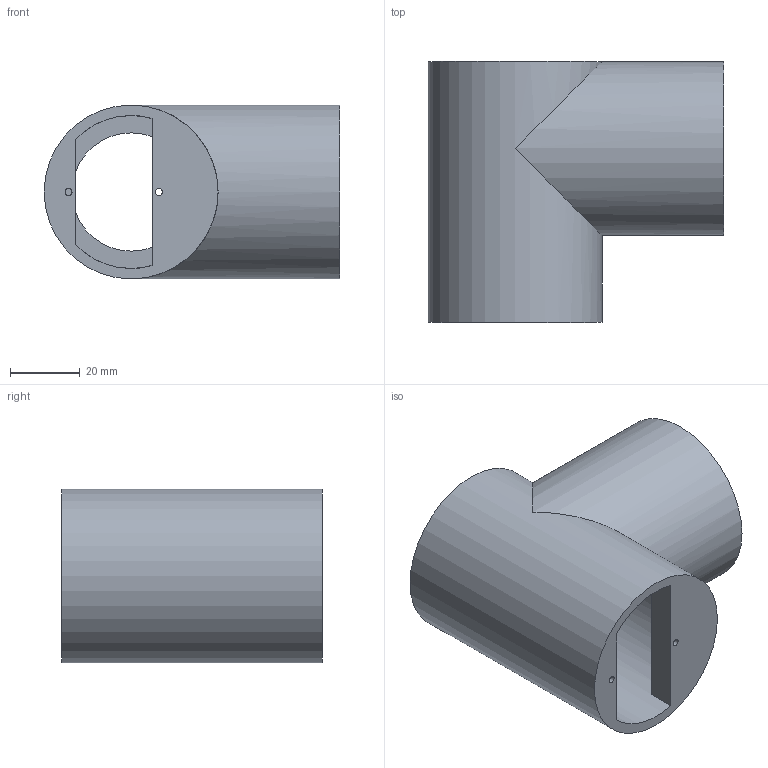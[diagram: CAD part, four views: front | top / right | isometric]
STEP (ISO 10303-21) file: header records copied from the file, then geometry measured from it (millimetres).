
FILE_DESCRIPTION(/* description */ (''),/* implementation_level */ '2;1');
FILE_NAME(/* name */ 'Motor 4 v4.step',/* time_stamp */ '2025-07-14T22:51:59-05:00',/* author */ (''),/* organization */ (''),/* preprocessor_version */ 'ST-DEVELOPER v20.1',/* originating_system */ 'Autodesk Translation Framework v14.10.0.0',/* authorisation */ '');
FILE_SCHEMA (('AUTOMOTIVE_DESIGN { 1 0 10303 214 3 1 1 }'));
Length unit declared in the file: millimetre
Products named in the file (1): Motor 4
Bounding box: 85 x 75 x 50 mm (x, y, z)
Volume: 125498.1 mm3; surface area: 31912.3 mm2
Topology: 1 solids, 1 shells, 37 faces, 89 edges, 58 vertices
Faces by surface type: plane 17, cylinder 15, cone 5
Full cylindrical faces by diameter (mm): 2 x2, 2.529 x5, 6 x1, 34 x1, 44 x2, 50 x2
Entity records: 1109 total; most frequent: DIRECTION 198, CARTESIAN_POINT 180, ORIENTED_EDGE 168, EDGE_CURVE 84, AXIS2_PLACEMENT_3D 76, VERTEX_POINT 58, EDGE_LOOP 52, LINE 46
